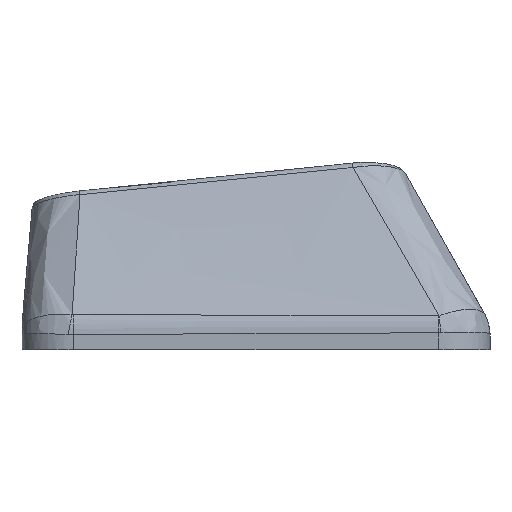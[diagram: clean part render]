
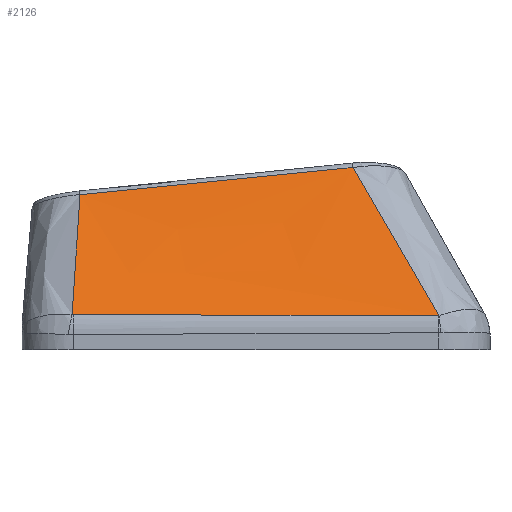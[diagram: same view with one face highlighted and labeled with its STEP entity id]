
A CAD part, left-side view. The second image highlights one B-rep face of the part: STEP entity #2126.
In plain terms, the highlighted free-form (B-spline) face has degree [3, 3] with [4, 4] control points.
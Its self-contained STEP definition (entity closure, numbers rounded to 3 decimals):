
#257=FACE_OUTER_BOUND('',#363,.T.);
#363=EDGE_LOOP('',(#1706,#1707,#1708,#1709,#1710,#1711));
#601=B_SPLINE_CURVE_WITH_KNOTS('',3,(#4881,#4882,#4883,#4884),
 .UNSPECIFIED.,.F.,.F.,(4,4),(0.,0.002),
 .UNSPECIFIED.);
#603=B_SPLINE_CURVE_WITH_KNOTS('',3,(#4908,#4909,#4910,#4911),
 .UNSPECIFIED.,.F.,.F.,(4,4),(0.,1.416),.UNSPECIFIED.);
#605=B_SPLINE_CURVE_WITH_KNOTS('',3,(#4935,#4936,#4937,#4938),
 .UNSPECIFIED.,.F.,.F.,(4,4),(0.,0.005),
 .UNSPECIFIED.);
#620=B_SPLINE_CURVE_WITH_KNOTS('',3,(#5214,#5215,#5216,#5217),
 .UNSPECIFIED.,.F.,.F.,(4,4),(0.029,0.752),
 .UNSPECIFIED.);
#621=B_SPLINE_CURVE_WITH_KNOTS('',3,(#5219,#5220,#5221,#5222),
 .UNSPECIFIED.,.F.,.F.,(4,4),(-1.064,0.),
 .UNSPECIFIED.);
#622=B_SPLINE_CURVE_WITH_KNOTS('',3,(#5223,#5224,#5225,#5226),
 .UNSPECIFIED.,.F.,.F.,(4,4),(-0.566,-0.021),
 .UNSPECIFIED.);
#862=VERTEX_POINT('',#4843);
#864=VERTEX_POINT('',#4874);
#866=VERTEX_POINT('',#4901);
#868=VERTEX_POINT('',#4928);
#884=VERTEX_POINT('',#5213);
#885=VERTEX_POINT('',#5218);
#1151=EDGE_CURVE('',#862,#864,#601,.T.);
#1154=EDGE_CURVE('',#864,#866,#603,.T.);
#1157=EDGE_CURVE('',#866,#868,#605,.T.);
#1181=EDGE_CURVE('',#884,#862,#620,.T.);
#1182=EDGE_CURVE('',#885,#884,#621,.T.);
#1183=EDGE_CURVE('',#868,#885,#622,.T.);
#1706=ORIENTED_EDGE('',*,*,#1157,.F.);
#1707=ORIENTED_EDGE('',*,*,#1154,.F.);
#1708=ORIENTED_EDGE('',*,*,#1151,.F.);
#1709=ORIENTED_EDGE('',*,*,#1181,.F.);
#1710=ORIENTED_EDGE('',*,*,#1182,.F.);
#1711=ORIENTED_EDGE('',*,*,#1183,.F.);
#2055=B_SPLINE_SURFACE_WITH_KNOTS('',3,3,((#5197,#5198,#5199,#5200),(#5201,
#5202,#5203,#5204),(#5205,#5206,#5207,#5208),(#5209,#5210,#5211,#5212)),
 .UNSPECIFIED.,.F.,.F.,.F.,(4,4),(4,4),(0.1,0.893),
(0.035,0.951),.UNSPECIFIED.);
#2126=ADVANCED_FACE('',(#257),#2055,.T.);
#4843=CARTESIAN_POINT('',(-8.927,-7.101,0.313));
#4874=CARTESIAN_POINT('',(-8.928,-7.078,0.312));
#4881=CARTESIAN_POINT('Ctrl Pts',(-8.927,-7.101,0.313));
#4882=CARTESIAN_POINT('Ctrl Pts',(-8.927,-7.093,0.312));
#4883=CARTESIAN_POINT('Ctrl Pts',(-8.928,-7.086,0.312));
#4884=CARTESIAN_POINT('Ctrl Pts',(-8.928,-7.078,0.312));
#4901=CARTESIAN_POINT('',(-8.865,7.085,0.357));
#4908=CARTESIAN_POINT('Ctrl Pts',(-8.928,-7.078,0.312));
#4909=CARTESIAN_POINT('Ctrl Pts',(-8.911,-2.357,0.325));
#4910=CARTESIAN_POINT('Ctrl Pts',(-8.892,2.364,0.34));
#4911=CARTESIAN_POINT('Ctrl Pts',(-8.865,7.085,0.357));
#4928=CARTESIAN_POINT('',(-8.862,7.138,0.362));
#4935=CARTESIAN_POINT('Ctrl Pts',(-8.865,7.085,0.357));
#4936=CARTESIAN_POINT('Ctrl Pts',(-8.865,7.103,0.357));
#4937=CARTESIAN_POINT('Ctrl Pts',(-8.864,7.12,0.359));
#4938=CARTESIAN_POINT('Ctrl Pts',(-8.862,7.138,0.362));
#5197=CARTESIAN_POINT('Ctrl Pts',(-6.078,-4.132,6.119));
#5198=CARTESIAN_POINT('Ctrl Pts',(-7.028,-5.122,4.183));
#5199=CARTESIAN_POINT('Ctrl Pts',(-7.978,-6.112,2.248));
#5200=CARTESIAN_POINT('Ctrl Pts',(-8.928,-7.102,0.312));
#5201=CARTESIAN_POINT('Ctrl Pts',(-6.078,-0.376,
5.74));
#5202=CARTESIAN_POINT('Ctrl Pts',(-7.028,-1.036,3.924));
#5203=CARTESIAN_POINT('Ctrl Pts',(-7.978,-1.695,2.108));
#5204=CARTESIAN_POINT('Ctrl Pts',(-8.928,-2.355,0.292));
#5205=CARTESIAN_POINT('Ctrl Pts',(-6.078,3.381,5.361));
#5206=CARTESIAN_POINT('Ctrl Pts',(-7.028,3.051,3.665));
#5207=CARTESIAN_POINT('Ctrl Pts',(-7.978,2.721,1.969));
#5208=CARTESIAN_POINT('Ctrl Pts',(-8.928,2.391,0.273));
#5209=CARTESIAN_POINT('Ctrl Pts',(-6.078,7.137,4.982));
#5210=CARTESIAN_POINT('Ctrl Pts',(-7.028,7.137,3.406));
#5211=CARTESIAN_POINT('Ctrl Pts',(-7.978,7.137,1.83));
#5212=CARTESIAN_POINT('Ctrl Pts',(-8.928,7.138,0.254));
#5213=CARTESIAN_POINT('',(-6.085,-3.765,6.067));
#5214=CARTESIAN_POINT('Ctrl Pts',(-6.085,-3.765,6.067));
#5215=CARTESIAN_POINT('Ctrl Pts',(-7.038,-4.882,4.153));
#5216=CARTESIAN_POINT('Ctrl Pts',(-7.984,-5.993,2.234));
#5217=CARTESIAN_POINT('Ctrl Pts',(-8.927,-7.101,0.313));
#5218=CARTESIAN_POINT('',(-6.078,6.827,5.013));
#5219=CARTESIAN_POINT('Ctrl Pts',(-6.078,6.827,5.013));
#5220=CARTESIAN_POINT('Ctrl Pts',(-6.081,3.297,5.364));
#5221=CARTESIAN_POINT('Ctrl Pts',(-6.083,-0.234,
5.716));
#5222=CARTESIAN_POINT('Ctrl Pts',(-6.085,-3.765,6.067));
#5223=CARTESIAN_POINT('Ctrl Pts',(-8.862,7.138,0.362));
#5224=CARTESIAN_POINT('Ctrl Pts',(-7.929,7.028,1.91));
#5225=CARTESIAN_POINT('Ctrl Pts',(-7.,6.923,3.46));
#5226=CARTESIAN_POINT('Ctrl Pts',(-6.078,6.827,5.013));
